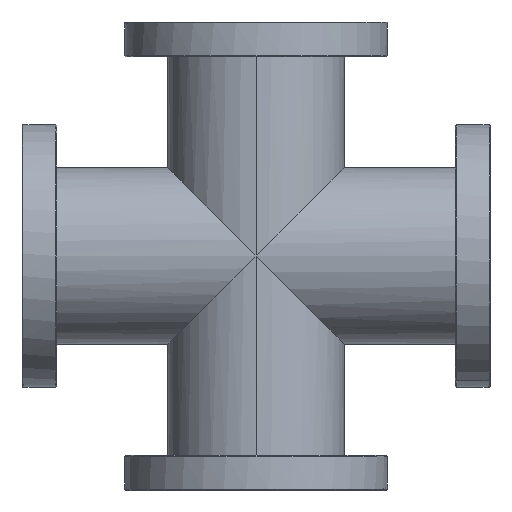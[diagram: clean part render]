
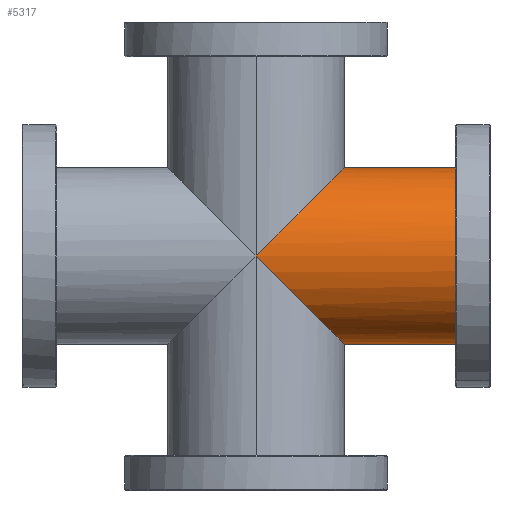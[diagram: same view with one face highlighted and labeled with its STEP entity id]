
A CAD part, left-side view. The second image highlights one B-rep face of the part: STEP entity #5317.
In plain terms, the highlighted cylindrical face has radius 50.8 mm (diameter 101.6 mm), a partial arc.
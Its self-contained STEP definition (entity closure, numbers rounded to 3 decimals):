
#40 = LINE ( 'NONE', #5156, #2096 ) ;
#649 =( BOUNDED_CURVE ( )  B_SPLINE_CURVE ( 3, ( #1250, #5881, #2787, #8094 ),
 .UNSPECIFIED., .F., .T. ) 
 B_SPLINE_CURVE_WITH_KNOTS ( ( 4, 4 ),
 ( 4.712, 6.283 ),
 .UNSPECIFIED. ) 
 CURVE ( )  GEOMETRIC_REPRESENTATION_ITEM ( )  RATIONAL_B_SPLINE_CURVE ( ( 1., 0.805, 0.805, 1. ) ) 
 REPRESENTATION_ITEM ( '' )  );
#830 = VERTEX_POINT ( 'NONE', #6471 ) ;
#931 =( BOUNDED_CURVE ( )  B_SPLINE_CURVE ( 3, ( #6847, #1489, #8999, #4599 ),
 .UNSPECIFIED., .F., .F. ) 
 B_SPLINE_CURVE_WITH_KNOTS ( ( 4, 4 ),
 ( 3.142, 4.712 ),
 .UNSPECIFIED. ) 
 CURVE ( )  GEOMETRIC_REPRESENTATION_ITEM ( )  RATIONAL_B_SPLINE_CURVE ( ( 1., 0.805, 0.805, 1. ) ) 
 REPRESENTATION_ITEM ( '' )  );
#937 = DIRECTION ( 'NONE',  ( 0., -1., 0. ) ) ;
#990 = AXIS2_PLACEMENT_3D ( 'NONE', #2458, #2423, #2389 ) ;
#1143 = CARTESIAN_POINT ( 'NONE',  ( 0., -123.9, -50.8 ) ) ;
#1250 = CARTESIAN_POINT ( 'NONE',  ( -50.8, 0., 0. ) ) ;
#1489 = CARTESIAN_POINT ( 'NONE',  ( -29.758, -50.8, 50.8 ) ) ;
#1631 = EDGE_CURVE ( 'NONE', #4185, #3496, #2536, .T. ) ;
#2096 = VECTOR ( 'NONE', #4853, 1000. ) ;
#2389 = DIRECTION ( 'NONE',  ( 0., 0., 1. ) ) ;
#2423 = DIRECTION ( 'NONE',  ( 0., 1., 0. ) ) ;
#2450 = ORIENTED_EDGE ( 'NONE', *, *, #4127, .T. ) ;
#2458 = CARTESIAN_POINT ( 'NONE',  ( 0., -123.9, 0. ) ) ;
#2536 = CIRCLE ( 'NONE', #990, 50.8 ) ;
#2787 = CARTESIAN_POINT ( 'NONE',  ( -29.758, -50.8, -50.8 ) ) ;
#2894 = CARTESIAN_POINT ( 'NONE',  ( -50.8, 0., 0. ) ) ;
#3231 = DIRECTION ( 'NONE',  ( 0., 0., -1. ) ) ;
#3496 = VERTEX_POINT ( 'NONE', #7954 ) ;
#3598 = CARTESIAN_POINT ( 'NONE',  ( 0., -50.8, -50.8 ) ) ;
#3660 = AXIS2_PLACEMENT_3D ( 'NONE', #6317, #937, #3231 ) ;
#3975 = ORIENTED_EDGE ( 'NONE', *, *, #6992, .T. ) ;
#4127 = EDGE_CURVE ( 'NONE', #8423, #4185, #40, .T. ) ;
#4185 = VERTEX_POINT ( 'NONE', #1143 ) ;
#4335 = ORIENTED_EDGE ( 'NONE', *, *, #1631, .T. ) ;
#4599 = CARTESIAN_POINT ( 'NONE',  ( -50.8, 0., 0. ) ) ;
#4853 = DIRECTION ( 'NONE',  ( 0., -1., 0. ) ) ;
#4910 = DIRECTION ( 'NONE',  ( 0., -1., 0. ) ) ;
#5156 = CARTESIAN_POINT ( 'NONE',  ( 0., 123.9, -50.8 ) ) ;
#5293 = VECTOR ( 'NONE', #4910, 1000. ) ;
#5317 = ADVANCED_FACE ( 'NONE', ( #8562 ), #5927, .T. ) ;
#5881 = CARTESIAN_POINT ( 'NONE',  ( -50.8, -29.758, -29.758 ) ) ;
#5927 = CYLINDRICAL_SURFACE ( 'NONE', #3660, 50.8 ) ;
#6233 = ORIENTED_EDGE ( 'NONE', *, *, #7897, .T. ) ;
#6317 = CARTESIAN_POINT ( 'NONE',  ( 0., 123.9, 0. ) ) ;
#6385 = CARTESIAN_POINT ( 'NONE',  ( 0., 123.9, 50.8 ) ) ;
#6450 = EDGE_LOOP ( 'NONE', ( #9063, #6233, #3975, #2450, #4335 ) ) ;
#6471 = CARTESIAN_POINT ( 'NONE',  ( 0., -50.8, 50.8 ) ) ;
#6847 = CARTESIAN_POINT ( 'NONE',  ( 0., -50.8, 50.8 ) ) ;
#6892 = EDGE_CURVE ( 'NONE', #830, #3496, #7252, .T. ) ;
#6992 = EDGE_CURVE ( 'NONE', #7062, #8423, #649, .T. ) ;
#7062 = VERTEX_POINT ( 'NONE', #2894 ) ;
#7252 = LINE ( 'NONE', #6385, #5293 ) ;
#7897 = EDGE_CURVE ( 'NONE', #830, #7062, #931, .T. ) ;
#7954 = CARTESIAN_POINT ( 'NONE',  ( 0., -123.9, 50.8 ) ) ;
#8094 = CARTESIAN_POINT ( 'NONE',  ( 0., -50.8, -50.8 ) ) ;
#8423 = VERTEX_POINT ( 'NONE', #3598 ) ;
#8562 = FACE_OUTER_BOUND ( 'NONE', #6450, .T. ) ;
#8999 = CARTESIAN_POINT ( 'NONE',  ( -50.8, -29.758, 29.758 ) ) ;
#9063 = ORIENTED_EDGE ( 'NONE', *, *, #6892, .F. ) ;
